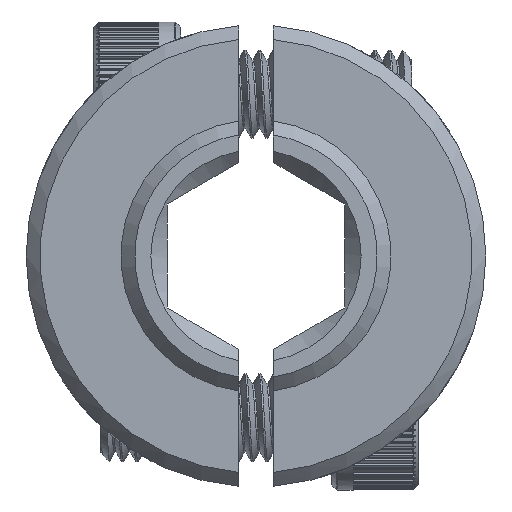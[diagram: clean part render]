
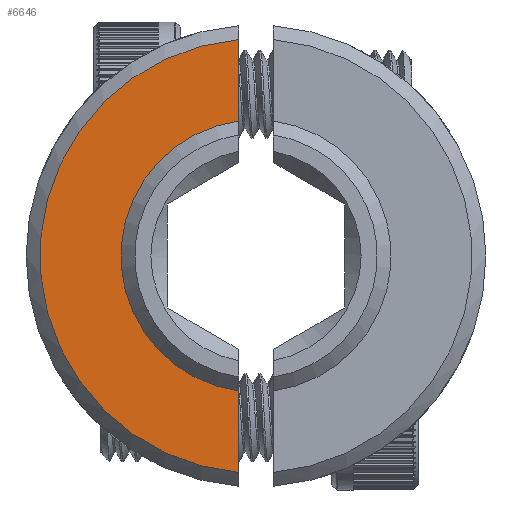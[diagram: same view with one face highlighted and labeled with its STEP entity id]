
A CAD part, left-side view. The second image highlights one B-rep face of the part: STEP entity #6646.
In plain terms, the highlighted planar face has unit normal (-1, 0, 0).
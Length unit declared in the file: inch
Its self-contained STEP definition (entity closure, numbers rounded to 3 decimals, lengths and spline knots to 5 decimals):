
#1994 = ORIENTED_EDGE ( 'NONE', *, *, #20239, .T. ) ;
#2834 = FACE_OUTER_BOUND ( 'NONE', #12568, .T. ) ;
#2857 = ORIENTED_EDGE ( 'NONE', *, *, #16641, .F. ) ;
#3291 = DIRECTION ( 'NONE',  ( 0., 0., -1. ) ) ;
#3411 = LINE ( 'NONE', #10525, #23069 ) ;
#4071 = DIRECTION ( 'NONE',  ( 0., 0., 1. ) ) ;
#4665 = AXIS2_PLACEMENT_3D ( 'NONE', #19956, #19839, #10990 ) ;
#6646 = ADVANCED_FACE ( 'NONE', ( #2834 ), #8325, .T. ) ;
#6687 = VECTOR ( 'NONE', #11876, 39.37008 ) ;
#6844 = VERTEX_POINT ( 'NONE', #23020 ) ;
#6896 = CIRCLE ( 'NONE', #4665, 0.47 ) ;
#8325 = PLANE ( 'NONE',  #8683 ) ;
#8346 = VERTEX_POINT ( 'NONE', #10460 ) ;
#8683 = AXIS2_PLACEMENT_3D ( 'NONE', #22529, #12171, #22877 ) ;
#9421 = CARTESIAN_POINT ( 'NONE',  ( 0.03, 0., 0. ) ) ;
#9510 = CIRCLE ( 'NONE', #12499, 0.295 ) ;
#9851 = EDGE_CURVE ( 'NONE', #9919, #6844, #3411, .T. ) ;
#9919 = VERTEX_POINT ( 'NONE', #11056 ) ;
#10460 = CARTESIAN_POINT ( 'NONE',  ( 0.03, 0.04, 0.46829 ) ) ;
#10525 = CARTESIAN_POINT ( 'NONE',  ( 0.03, 0.04, 0. ) ) ;
#10840 = ORIENTED_EDGE ( 'NONE', *, *, #9851, .F. ) ;
#10990 = DIRECTION ( 'NONE',  ( 0., 0., 1. ) ) ;
#11056 = CARTESIAN_POINT ( 'NONE',  ( 0.03, 0.04, -0.29228 ) ) ;
#11410 = DIRECTION ( 'NONE',  ( 1., 0., 0. ) ) ;
#11450 = VERTEX_POINT ( 'NONE', #18336 ) ;
#11876 = DIRECTION ( 'NONE',  ( 0., 0., -1. ) ) ;
#12171 = DIRECTION ( 'NONE',  ( -1., 0., 0. ) ) ;
#12499 = AXIS2_PLACEMENT_3D ( 'NONE', #9421, #11410, #4071 ) ;
#12568 = EDGE_LOOP ( 'NONE', ( #2857, #18342, #10840, #1994 ) ) ;
#16641 = EDGE_CURVE ( 'NONE', #8346, #11450, #22357, .T. ) ;
#18336 = CARTESIAN_POINT ( 'NONE',  ( 0.03, 0.04, 0.29228 ) ) ;
#18342 = ORIENTED_EDGE ( 'NONE', *, *, #19808, .T. ) ;
#19808 = EDGE_CURVE ( 'NONE', #8346, #6844, #6896, .T. ) ;
#19839 = DIRECTION ( 'NONE',  ( -1., 0., 0. ) ) ;
#19956 = CARTESIAN_POINT ( 'NONE',  ( 0.03, 0., 0. ) ) ;
#20239 = EDGE_CURVE ( 'NONE', #9919, #11450, #9510, .T. ) ;
#20936 = CARTESIAN_POINT ( 'NONE',  ( 0.03, 0.04, 0. ) ) ;
#22357 = LINE ( 'NONE', #20936, #6687 ) ;
#22529 = CARTESIAN_POINT ( 'NONE',  ( 0.03, 0., 0. ) ) ;
#22877 = DIRECTION ( 'NONE',  ( 0., 0., -1. ) ) ;
#23020 = CARTESIAN_POINT ( 'NONE',  ( 0.03, 0.04, -0.46829 ) ) ;
#23069 = VECTOR ( 'NONE', #3291, 39.37008 ) ;
